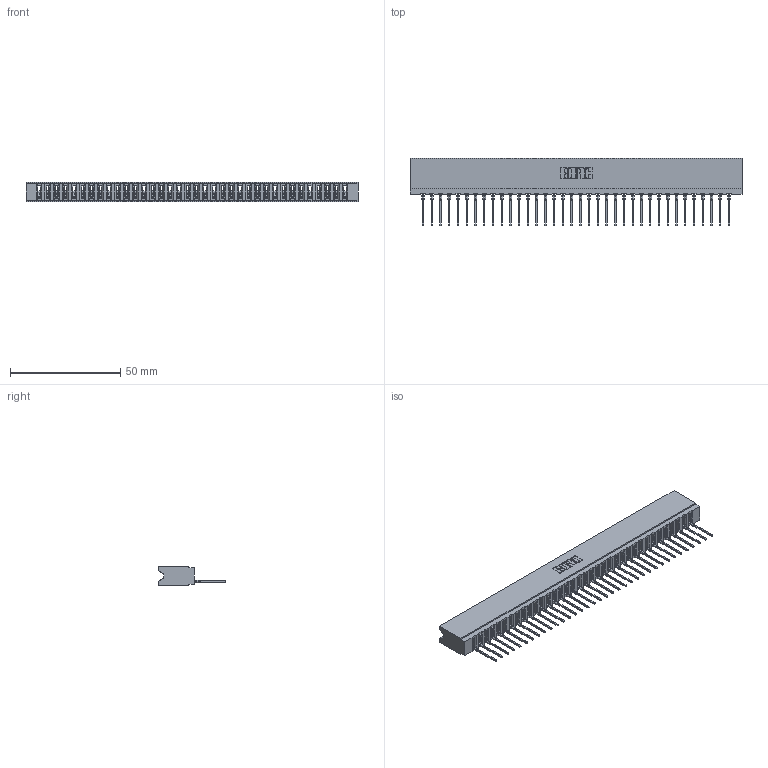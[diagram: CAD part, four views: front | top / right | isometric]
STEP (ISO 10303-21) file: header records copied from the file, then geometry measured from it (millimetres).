
FILE_DESCRIPTION (( 'STEP AP203' ), '1' );
FILE_NAME ('737-036-540-106.STEP', '2026-02-24T23:47:14', ( '' ), ( '' ), 'SwSTEP 2.0', 'SolidWorks 2023', '' );
FILE_SCHEMA (( 'CONFIG_CONTROL_DESIGN' ));
Length unit declared in the file: millimetre
Products named in the file (3): 737 Part_Insulator Option - 06; 737-036-540-106; 745-292-001_540
Assembly tree (37 placements, depth 2):
  737-036-540-106
    737 Part_Insulator Option - 06
    745-292-001_540  x36
Bounding box: 150.52 x 30.62 x 8.89 mm (x, y, z)
Volume: 14587.5 mm3; surface area: 20241.3 mm2
Topology: 37 solids, 37 shells, 4163 faces, 11453 edges, 7226 vertices
Faces by surface type: plane 2503, cylinder 724, bspline 720, torus 216
Entity records: 61449 total; most frequent: CARTESIAN_POINT 11336, ORIENTED_EDGE 10796, DIRECTION 9356, EDGE_CURVE 5398, LINE 5000, VECTOR 5000, VERTEX_POINT 3446, AXIS2_PLACEMENT_3D 2178
